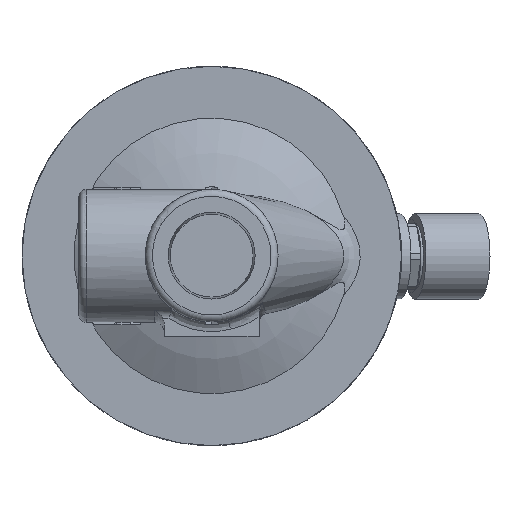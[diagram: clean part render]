
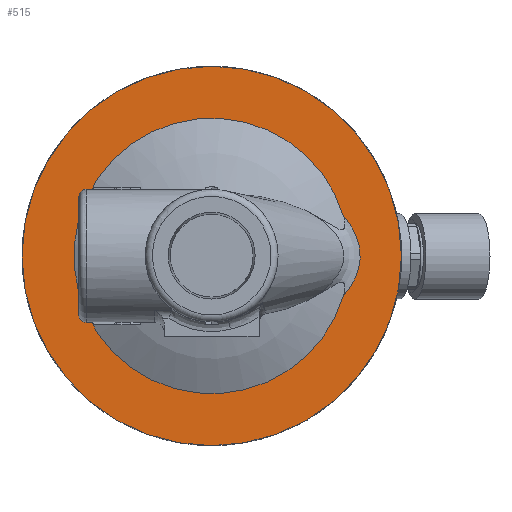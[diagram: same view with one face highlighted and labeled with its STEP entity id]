
A CAD part, top view. The second image highlights one B-rep face of the part: STEP entity #515.
In plain terms, the highlighted planar face has unit normal (0, 0, 1).
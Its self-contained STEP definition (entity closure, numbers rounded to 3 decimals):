
#223=CARTESIAN_POINT('',(27.807,-8.398,8.5));
#224=VERTEX_POINT('',#223);
#267=CARTESIAN_POINT('',(27.807,8.398,8.5));
#268=VERTEX_POINT('',#267);
#269=CARTESIAN_POINT('',(27.807,-8.398,8.5));
#270=CARTESIAN_POINT('',(28.282,-7.867,8.5));
#271=CARTESIAN_POINT('',(28.845,-7.152,8.5));
#272=CARTESIAN_POINT('',(29.671,-5.88,8.5));
#273=CARTESIAN_POINT('',(30.237,-4.82,8.5));
#274=CARTESIAN_POINT('',(30.745,-3.522,8.5));
#275=CARTESIAN_POINT('',(31.1,-2.251,8.5));
#276=CARTESIAN_POINT('',(31.318,-0.796,8.5));
#277=CARTESIAN_POINT('',(31.316,0.803,8.5));
#278=CARTESIAN_POINT('',(31.083,2.37,8.5));
#279=CARTESIAN_POINT('',(30.625,3.908,8.5));
#280=CARTESIAN_POINT('',(29.972,5.36,8.5));
#281=CARTESIAN_POINT('',(29.061,6.878,8.5));
#282=CARTESIAN_POINT('',(28.284,7.864,8.5));
#283=CARTESIAN_POINT('',(27.807,8.398,8.5));
#284=B_SPLINE_CURVE_WITH_KNOTS('',3,(#269,#270,#271,#272,#273,#274,#275,#276,#277,#278,#279,#280,#281,#282,#283),.UNSPECIFIED.,.F.,.U.,(4,1,1,1,1,1,1,1,1,1,1,1,4),(-4.163,-3.949,-3.89,-3.712,-3.593,-3.475,-3.316,-3.158,-3.,-2.842,-2.684,-2.525,-2.312),.UNSPECIFIED.);
#285=EDGE_CURVE('',#224,#268,#284,.T.);
#354=CARTESIAN_POINT('',(0.0,0.0,8.5));
#355=DIRECTION('',(0.0,0.0,-1.0));
#356=DIRECTION('',(0.0,1.0,0.0));
#357=AXIS2_PLACEMENT_3D('',#354,#355,#356);
#358=CIRCLE('',#357,29.047);
#359=EDGE_CURVE('',#224,#268,#358,.T.);
#495=CARTESIAN_POINT('',(0.0,0.0,8.5));
#496=DIRECTION('',(0.0,0.0,-1.0));
#497=DIRECTION('',(-1.0,0.0,0.0));
#498=AXIS2_PLACEMENT_3D('',#495,#496,#497);
#499=PLANE('',#498);
#500=CARTESIAN_POINT('',(40.0,0.,8.5));
#501=VERTEX_POINT('',#500);
#502=CARTESIAN_POINT('',(0.0,0.0,8.5));
#503=DIRECTION('',(0.0,0.0,-1.0));
#504=DIRECTION('',(-1.0,0.0,0.0));
#505=AXIS2_PLACEMENT_3D('',#502,#503,#504);
#506=CIRCLE('',#505,40.0);
#507=EDGE_CURVE('',#501,#501,#506,.T.);
#508=ORIENTED_EDGE('',*,*,#507,.F.);
#509=EDGE_LOOP('',(#508));
#510=FACE_OUTER_BOUND('',#509,.T.);
#511=ORIENTED_EDGE('',*,*,#285,.F.);
#512=ORIENTED_EDGE('',*,*,#359,.T.);
#513=EDGE_LOOP('',(#511,#512));
#514=FACE_BOUND('',#513,.T.);
#515=ADVANCED_FACE('',(#510,#514),#499,.F.);
